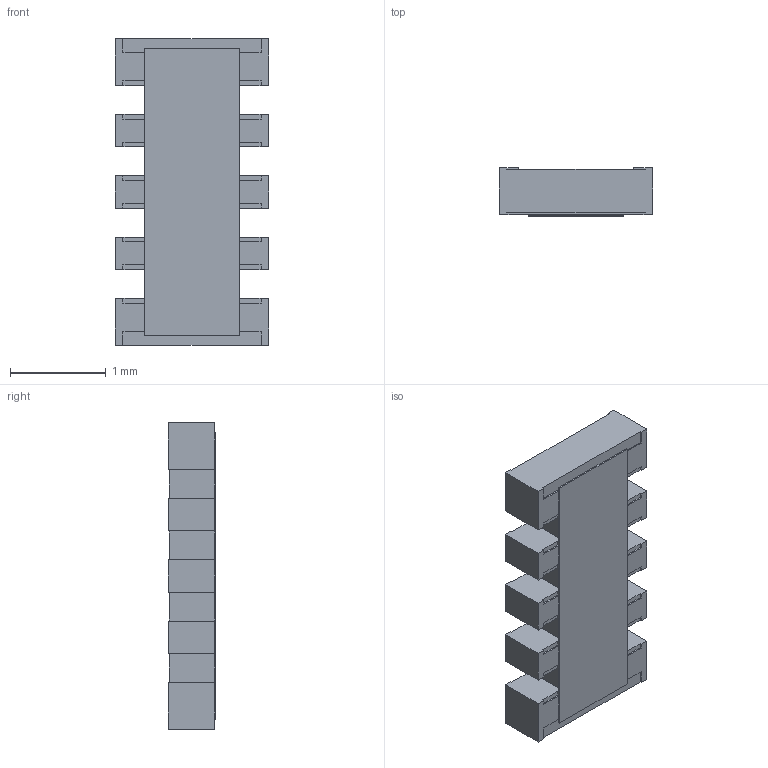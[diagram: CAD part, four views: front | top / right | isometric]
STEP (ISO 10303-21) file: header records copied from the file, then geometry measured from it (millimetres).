
FILE_DESCRIPTION((''),'2;1');
FILE_NAME('CAY_17-J','2012-08-16T',('ryans'),('Bourns, Inc.'),'PRO/ENGINEER BY PARAMETRIC TECHNOLOGY CORPORATION, 2010100','PRO/ENGINEER BY PARAMETRIC TECHNOLOGY CORPORATION, 2010100','');
FILE_SCHEMA(('CONFIG_CONTROL_DESIGN'));
Length unit declared in the file: millimetre
Products named in the file (1): CAY_17-J
Bounding box: 1.6 x 0.5 x 3.2 mm (x, y, z)
Volume: 2.1 mm3; surface area: 16.4 mm2
Topology: 1 solids, 1 shells, 178 faces, 524 edges, 348 vertices
Faces by surface type: plane 178
Entity records: 5834 total; most frequent: CARTESIAN_POINT 1050, ORIENTED_EDGE 1048, DIRECTION 880, VECTOR 524, LINE 524, EDGE_CURVE 524, VERTEX_POINT 348, AXIS2_PLACEMENT_3D 178
